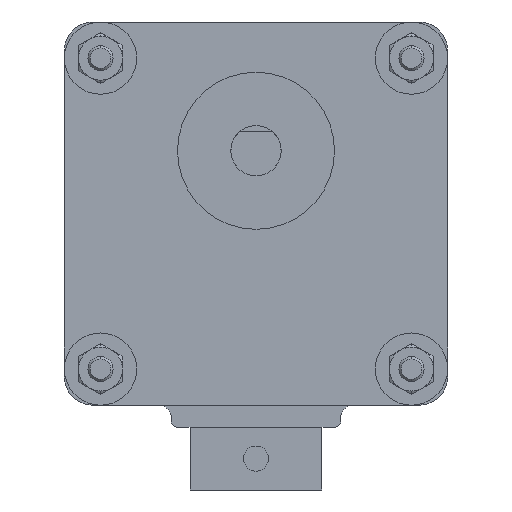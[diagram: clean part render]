
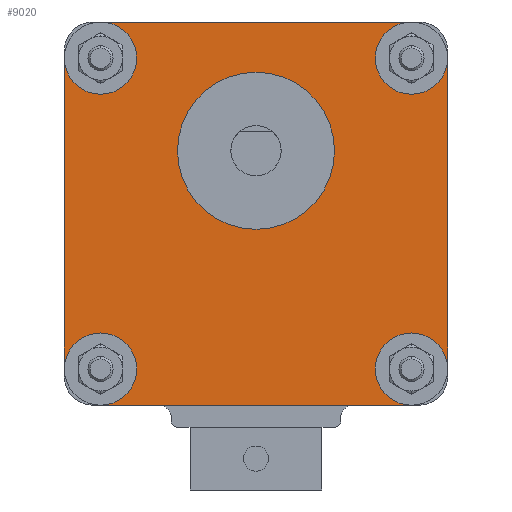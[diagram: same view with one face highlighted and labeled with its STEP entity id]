
A CAD part, left-side view. The second image highlights one B-rep face of the part: STEP entity #9020.
In plain terms, the highlighted planar face has unit normal (-1, 0, 0).
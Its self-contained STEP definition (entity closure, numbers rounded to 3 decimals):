
#8318=CARTESIAN_POINT('POINT17184',(1.,-24.749,
   20.5));
#8319=VERTEX_POINT('VERTEX17184',#8318);
#8320=CARTESIAN_POINT('POINT17185',(1.,-30.5,14.749
   ));
#8321=VERTEX_POINT('VERTEX17185',#8320);
#8360=CARTESIAN_POINT('POINT17188',(1.,30.5,
   14.749));
#8361=VERTEX_POINT('VERTEX17188',#8360);
#8362=CARTESIAN_POINT('POINT17189',(1.,24.749,20.5)
   );
#8363=VERTEX_POINT('VERTEX17189',#8362);
#8402=CARTESIAN_POINT('POINT17192',(1.,24.749,
   -40.5));
#8403=VERTEX_POINT('VERTEX17192',#8402);
#8404=CARTESIAN_POINT('POINT17193',(1.,30.5,-34.749
   ));
#8405=VERTEX_POINT('VERTEX17193',#8404);
#8649=CARTESIAN_POINT('POS24456',(1.,-24.749,20.5))
   ;
#8650=DIRECTION('DIR37684',(0.,-1.,0.));
#8651=VECTOR('VEC11228',#8650,1.);
#8652=LINE('STRAIGHT11228',#8649,#8651);
#8653=EDGE_CURVE('EDGE28023',#8363,#8319,#8652,.T.);
#8670=CARTESIAN_POINT('POINT17208',(1.,
   -24.749,8.997));
#8671=VERTEX_POINT('VERTEX17208',#8670);
#8672=CARTESIAN_POINT('POS24459',(1.,
   -24.749,14.749));
#8673=DIRECTION('DIR37688',(1.,0.,0.));
#8674=DIRECTION('DIR37689',(0.,0.,1.));
#8675=AXIS2_PLACEMENT_3D('AXIS13230',#8672,#8673,#8674);
#8676=CIRCLE('ELLIPSE6294',#8675,5.751);
#8677=EDGE_CURVE('EDGE28025',#8671,#8319,#8676,.T.);
#8697=EDGE_CURVE('EDGE28027',#8321,#8671,#8676,.T.);
#8703=CARTESIAN_POINT('POINT17209',(1.,
   24.749,-28.997));
#8704=VERTEX_POINT('VERTEX17209',#8703);
#8718=CARTESIAN_POINT('POS24464',(1.,24.749
   ,-34.749));
#8719=DIRECTION('DIR37695',(1.,0.,0.));
#8720=DIRECTION('DIR37696',(0.,0.,1.));
#8721=AXIS2_PLACEMENT_3D('AXIS13232',#8718,#8719,#8720);
#8722=CIRCLE('ELLIPSE6295',#8721,5.751);
#8723=EDGE_CURVE('EDGE28030',#8704,#8403,#8722,.T.);
#8734=EDGE_CURVE('EDGE28031',#8405,#8704,#8722,.T.);
#8749=CARTESIAN_POINT('POS24467',(1.,30.5,14.749));
#8750=DIRECTION('DIR37700',(0.,0.,1.));
#8751=VECTOR('VEC11234',#8750,1.);
#8752=LINE('STRAIGHT11234',#8749,#8751);
#8753=EDGE_CURVE('EDGE28033',#8405,#8361,#8752,.T.);
#8771=CARTESIAN_POINT('POINT17210',(1.,
   24.749,8.997));
#8772=VERTEX_POINT('VERTEX17210',#8771);
#8773=CARTESIAN_POINT('POS24470',(1.,24.749
   ,14.749));
#8774=DIRECTION('DIR37704',(1.,0.,0.));
#8775=DIRECTION('DIR37705',(0.,0.,1.));
#8776=AXIS2_PLACEMENT_3D('AXIS13235',#8773,#8774,#8775);
#8777=CIRCLE('ELLIPSE6296',#8776,5.751);
#8778=EDGE_CURVE('EDGE28035',#8772,#8361,#8777,.T.);
#8798=EDGE_CURVE('EDGE28037',#8363,#8772,#8777,.T.);
#8812=CARTESIAN_POINT('POINT17212',(1.,-30.5,
   -34.749));
#8813=VERTEX_POINT('VERTEX17212',#8812);
#8814=CARTESIAN_POINT('POS24474',(1.,-30.5,-34.749)
   );
#8815=DIRECTION('DIR37710',(0.,0.,-1.));
#8816=VECTOR('VEC11238',#8815,1.);
#8817=LINE('STRAIGHT11238',#8814,#8816);
#8818=EDGE_CURVE('EDGE28039',#8321,#8813,#8817,.T.);
#8864=CARTESIAN_POINT('POINT17214',(1.,-24.749,
   -40.5));
#8865=VERTEX_POINT('VERTEX17214',#8864);
#8872=CARTESIAN_POINT('POS24481',(1.,24.749,-40.5))
   ;
#8873=DIRECTION('DIR37720',(0.,1.,0.));
#8874=VECTOR('VEC11242',#8873,1.);
#8875=LINE('STRAIGHT11242',#8872,#8874);
#8876=EDGE_CURVE('EDGE28044',#8865,#8403,#8875,.T.);
#8992=ORIENTED_EDGE('COEDGE56208',*,*,#8798,.T.);
#8993=ORIENTED_EDGE('COEDGE56209',*,*,#8778,.T.);
#8994=ORIENTED_EDGE('COEDGE56210',*,*,#8753,.F.);
#8995=ORIENTED_EDGE('COEDGE56211',*,*,#8734,.T.);
#8996=ORIENTED_EDGE('COEDGE56212',*,*,#8723,.T.);
#8997=ORIENTED_EDGE('COEDGE56213',*,*,#8876,.F.);
#8998=CARTESIAN_POINT('POINT17217',(1.,
   -24.749,-28.997));
#8999=VERTEX_POINT('VERTEX17217',#8998);
#9000=CARTESIAN_POINT('POS24492',(1.,
   -24.749,-34.749));
#9001=DIRECTION('DIR37739',(1.,0.,0.));
#9002=DIRECTION('DIR37740',(0.,0.,1.));
#9003=AXIS2_PLACEMENT_3D('AXIS13248',#9000,#9001,#9002);
#9004=CIRCLE('ELLIPSE6304',#9003,5.751);
#9005=EDGE_CURVE('EDGE28055',#8865,#8999,#9004,.T.);
#9006=ORIENTED_EDGE('COEDGE56214',*,*,#9005,.T.);
#9007=EDGE_CURVE('EDGE28056',#8999,#8813,#9004,.T.);
#9008=ORIENTED_EDGE('COEDGE56215',*,*,#9007,.T.);
#9009=ORIENTED_EDGE('COEDGE56216',*,*,#8818,.F.);
#9010=ORIENTED_EDGE('COEDGE56217',*,*,#8697,.T.);
#9011=ORIENTED_EDGE('COEDGE56218',*,*,#8677,.T.);
#9012=ORIENTED_EDGE('COEDGE56219',*,*,#8653,.F.);
#9013=EDGE_LOOP('NONE',(#8992,#8993,#8994,#8995,#8996,#8997,#9006,#9008,
   #9009,#9010,#9011,#9012));
#9014=FACE_BOUND('LOOP1',#9013,.T.);
#9015=CARTESIAN_POINT('POS24493',(1.,0.,
   5.25));
#9016=DIRECTION('DIR37741',(-1.,0.,0.));
#9017=DIRECTION('DIR37742',(0.,1.,0.));
#9018=AXIS2_PLACEMENT_3D('AXIS13249',#9015,#9016,#9017);
#9019=PLANE('PLANE4192',#9018);
#9020=ADVANCED_FACE('FACE12227',(#9014),#9019,.T.);
